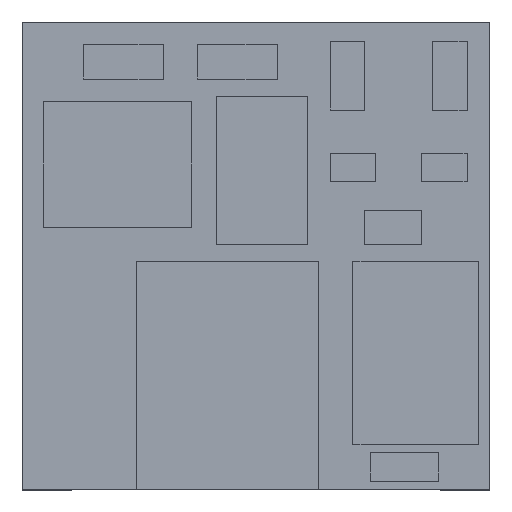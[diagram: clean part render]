
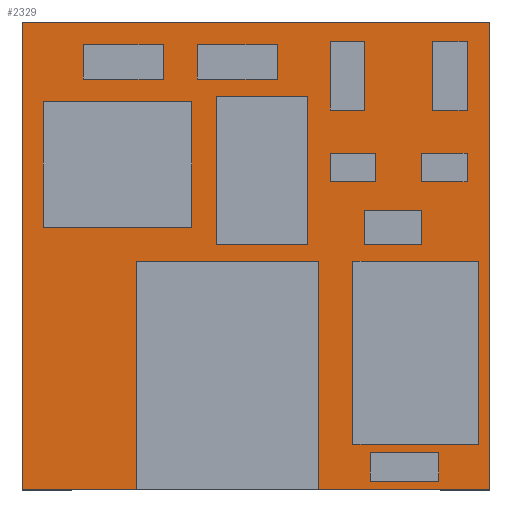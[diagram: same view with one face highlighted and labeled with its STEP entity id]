
A CAD part, top view. The second image highlights one B-rep face of the part: STEP entity #2329.
In plain terms, the highlighted planar face has unit normal (0, 0, 1).
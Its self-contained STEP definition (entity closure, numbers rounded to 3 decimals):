
#695=ORIENTED_EDGE('',*,*,#968,.T.);
#696=ORIENTED_EDGE('',*,*,#966,.T.);
#697=ORIENTED_EDGE('',*,*,#964,.T.);
#698=ORIENTED_EDGE('',*,*,#962,.T.);
#962=EDGE_CURVE('',#1168,#1167,#1368,.T.);
#964=EDGE_CURVE('',#1169,#1168,#1370,.T.);
#966=EDGE_CURVE('',#1170,#1169,#1372,.T.);
#968=EDGE_CURVE('',#1167,#1170,#1374,.T.);
#1167=VERTEX_POINT('',#4031);
#1168=VERTEX_POINT('',#4033);
#1169=VERTEX_POINT('',#4037);
#1170=VERTEX_POINT('',#4041);
#1368=LINE('',#4032,#1572);
#1370=LINE('',#4036,#1574);
#1372=LINE('',#4040,#1576);
#1374=LINE('',#4044,#1578);
#1572=VECTOR('',#3386,1000.);
#1574=VECTOR('',#3390,1000.);
#1576=VECTOR('',#3394,1000.);
#1578=VECTOR('',#3398,1000.);
#1812=EDGE_LOOP('',(#695,#696,#697,#698));
#2046=FACE_BOUND('',#1812,.T.);
#2162=PLANE('',#2721);
#2329=ADVANCED_FACE('',(#2046),#2162,.T.);
#2721=AXIS2_PLACEMENT_3D('',#4045,#3399,#3400);
#3386=DIRECTION('',(-1.,0.,0.));
#3390=DIRECTION('',(0.,1.,0.));
#3394=DIRECTION('',(1.,0.,0.));
#3398=DIRECTION('',(0.,-1.,0.));
#3399=DIRECTION('',(0.,0.,1.));
#3400=DIRECTION('',(1.,0.,0.));
#4031=CARTESIAN_POINT('',(-2.05,2.05,0.6));
#4032=CARTESIAN_POINT('',(-2.05,2.05,0.6));
#4033=CARTESIAN_POINT('',(2.05,2.05,0.6));
#4036=CARTESIAN_POINT('',(2.05,2.05,0.6));
#4037=CARTESIAN_POINT('',(2.05,-2.05,0.6));
#4040=CARTESIAN_POINT('',(-2.05,-2.05,0.6));
#4041=CARTESIAN_POINT('',(-2.05,-2.05,0.6));
#4044=CARTESIAN_POINT('',(-2.05,2.05,0.6));
#4045=CARTESIAN_POINT('',(-2.05,-2.05,0.6));
